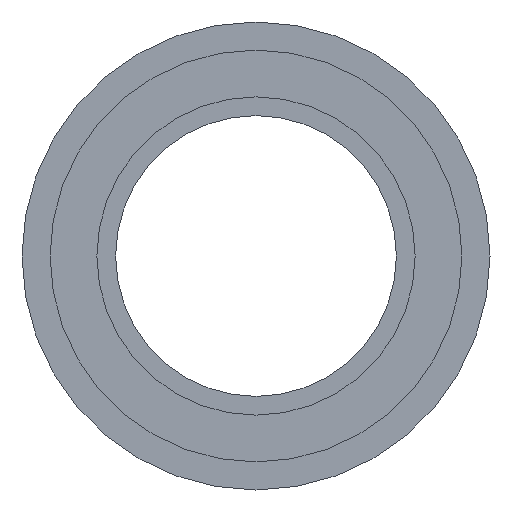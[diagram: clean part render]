
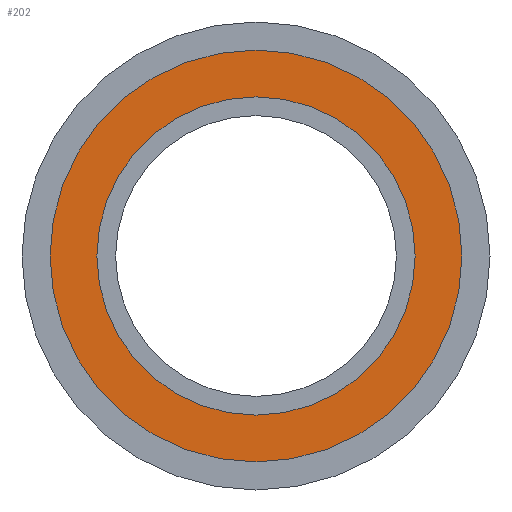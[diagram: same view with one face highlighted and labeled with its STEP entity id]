
A CAD part, left-side view. The second image highlights one B-rep face of the part: STEP entity #202.
In plain terms, the highlighted planar face has unit normal (-1, 0, 0).
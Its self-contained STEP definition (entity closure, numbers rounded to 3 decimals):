
#12 = DIRECTION ( 'NONE',  ( -1., 0., 0. ) ) ;
#15 = CARTESIAN_POINT ( 'NONE',  ( -15., 0., 22. ) ) ;
#19 = DIRECTION ( 'NONE',  ( 0., 0., 1. ) ) ;
#29 = CARTESIAN_POINT ( 'NONE',  ( -15., 0., -17. ) ) ;
#33 = CIRCLE ( 'NONE', #45, 22. ) ;
#45 = AXIS2_PLACEMENT_3D ( 'NONE', #61, #336, #257 ) ;
#46 = DIRECTION ( 'NONE',  ( 0., 0., -1. ) ) ;
#61 = CARTESIAN_POINT ( 'NONE',  ( -15., 0., 0. ) ) ;
#73 = EDGE_LOOP ( 'NONE', ( #116, #411 ) ) ;
#78 = CIRCLE ( 'NONE', #250, 22. ) ;
#116 = ORIENTED_EDGE ( 'NONE', *, *, #294, .F. ) ;
#128 = PLANE ( 'NONE',  #290 ) ;
#137 = CIRCLE ( 'NONE', #146, 17. ) ;
#146 = AXIS2_PLACEMENT_3D ( 'NONE', #177, #181, #484 ) ;
#159 = DIRECTION ( 'NONE',  ( 0., 0., 1. ) ) ;
#160 = EDGE_LOOP ( 'NONE', ( #262, #230 ) ) ;
#177 = CARTESIAN_POINT ( 'NONE',  ( -15., 0., 0. ) ) ;
#178 = CIRCLE ( 'NONE', #325, 17. ) ;
#181 = DIRECTION ( 'NONE',  ( -1., 0., 0. ) ) ;
#199 = CARTESIAN_POINT ( 'NONE',  ( -15., 0., 0. ) ) ;
#202 = ADVANCED_FACE ( 'NONE', ( #361, #314 ), #128, .F. ) ;
#230 = ORIENTED_EDGE ( 'NONE', *, *, #428, .T. ) ;
#236 = VERTEX_POINT ( 'NONE', #352 ) ;
#239 = EDGE_CURVE ( 'NONE', #264, #236, #78, .T. ) ;
#240 = DIRECTION ( 'NONE',  ( 1., 0., 0. ) ) ;
#250 = AXIS2_PLACEMENT_3D ( 'NONE', #283, #12, #159 ) ;
#257 = DIRECTION ( 'NONE',  ( 0., 0., 1. ) ) ;
#262 = ORIENTED_EDGE ( 'NONE', *, *, #239, .T. ) ;
#264 = VERTEX_POINT ( 'NONE', #15 ) ;
#283 = CARTESIAN_POINT ( 'NONE',  ( -15., 0., 0. ) ) ;
#290 = AXIS2_PLACEMENT_3D ( 'NONE', #199, #240, #46 ) ;
#294 = EDGE_CURVE ( 'NONE', #423, #467, #178, .T. ) ;
#314 = FACE_OUTER_BOUND ( 'NONE', #160, .T. ) ;
#320 = DIRECTION ( 'NONE',  ( -1., 0., 0. ) ) ;
#325 = AXIS2_PLACEMENT_3D ( 'NONE', #393, #320, #19 ) ;
#336 = DIRECTION ( 'NONE',  ( -1., 0., 0. ) ) ;
#352 = CARTESIAN_POINT ( 'NONE',  ( -15., 0., -22. ) ) ;
#358 = EDGE_CURVE ( 'NONE', #467, #423, #137, .T. ) ;
#361 = FACE_BOUND ( 'NONE', #73, .T. ) ;
#393 = CARTESIAN_POINT ( 'NONE',  ( -15., 0., 0. ) ) ;
#411 = ORIENTED_EDGE ( 'NONE', *, *, #358, .F. ) ;
#423 = VERTEX_POINT ( 'NONE', #442 ) ;
#428 = EDGE_CURVE ( 'NONE', #236, #264, #33, .T. ) ;
#442 = CARTESIAN_POINT ( 'NONE',  ( -15., 0., 17. ) ) ;
#467 = VERTEX_POINT ( 'NONE', #29 ) ;
#484 = DIRECTION ( 'NONE',  ( 0., 0., 1. ) ) ;
